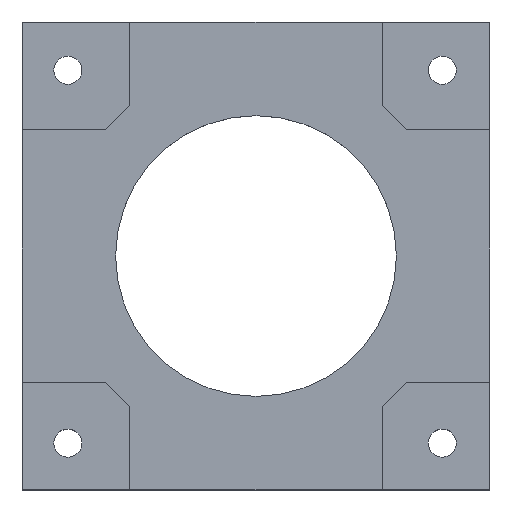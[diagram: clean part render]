
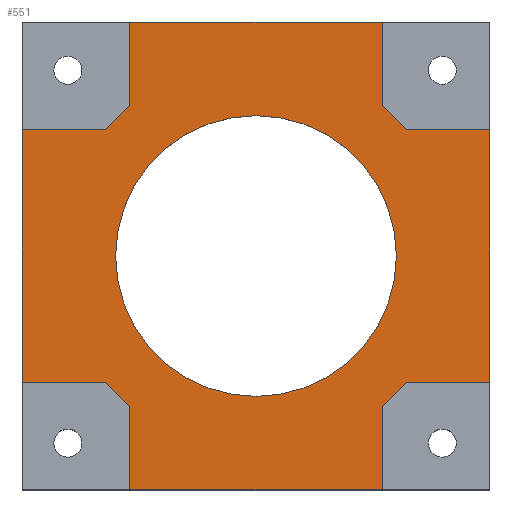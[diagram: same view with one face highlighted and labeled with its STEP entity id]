
A CAD part, top view. The second image highlights one B-rep face of the part: STEP entity #551.
In plain terms, the highlighted planar face has unit normal (0, 0, 1).
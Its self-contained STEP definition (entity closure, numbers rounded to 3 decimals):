
#31=FACE_BOUND('',#112,.T.);
#43=CIRCLE('',#593,21.);
#44=CIRCLE('',#595,21.);
#45=CIRCLE('',#597,21.);
#47=CIRCLE('',#600,21.);
#50=CIRCLE('',#605,15.);
#80=FACE_OUTER_BOUND('',#111,.T.);
#111=EDGE_LOOP('',(#482,#483,#484,#485,#486,#487,#488,#489,#490,#491,#492,
#493,#494,#495,#496,#497));
#112=EDGE_LOOP('',(#498));
#122=LINE('',#776,#179);
#126=LINE('',#785,#183);
#130=LINE('',#794,#187);
#132=LINE('',#800,#189);
#136=LINE('',#809,#193);
#142=LINE('',#821,#199);
#144=LINE('',#827,#201);
#148=LINE('',#836,#205);
#151=LINE('',#841,#208);
#157=LINE('',#852,#214);
#173=LINE('',#914,#230);
#175=LINE('',#917,#232);
#179=VECTOR('',#625,10.);
#183=VECTOR('',#631,10.);
#187=VECTOR('',#637,10.);
#189=VECTOR('',#641,10.);
#193=VECTOR('',#647,10.);
#199=VECTOR('',#655,10.);
#201=VECTOR('',#659,10.);
#205=VECTOR('',#665,10.);
#208=VECTOR('',#670,10.);
#214=VECTOR('',#678,10.);
#230=VECTOR('',#758,10.);
#232=VECTOR('',#762,10.);
#234=VERTEX_POINT('',#770);
#236=VERTEX_POINT('',#774);
#238=VERTEX_POINT('',#779);
#240=VERTEX_POINT('',#783);
#242=VERTEX_POINT('',#788);
#244=VERTEX_POINT('',#792);
#245=VERTEX_POINT('',#796);
#247=VERTEX_POINT('',#799);
#249=VERTEX_POINT('',#805);
#251=VERTEX_POINT('',#808);
#254=VERTEX_POINT('',#815);
#256=VERTEX_POINT('',#819);
#257=VERTEX_POINT('',#823);
#259=VERTEX_POINT('',#826);
#261=VERTEX_POINT('',#832);
#263=VERTEX_POINT('',#835);
#277=VERTEX_POINT('',#891);
#286=EDGE_CURVE('',#236,#234,#122,.T.);
#290=EDGE_CURVE('',#240,#238,#126,.T.);
#294=EDGE_CURVE('',#244,#242,#130,.T.);
#296=EDGE_CURVE('',#245,#247,#132,.T.);
#300=EDGE_CURVE('',#249,#251,#136,.T.);
#306=EDGE_CURVE('',#256,#254,#142,.T.);
#308=EDGE_CURVE('',#257,#259,#144,.T.);
#312=EDGE_CURVE('',#261,#263,#148,.T.);
#315=EDGE_CURVE('',#251,#240,#151,.T.);
#321=EDGE_CURVE('',#247,#244,#157,.T.);
#335=EDGE_CURVE('',#257,#242,#43,.T.);
#336=EDGE_CURVE('',#245,#238,#44,.T.);
#337=EDGE_CURVE('',#261,#254,#45,.T.);
#339=EDGE_CURVE('',#249,#234,#47,.T.);
#344=EDGE_CURVE('',#277,#277,#50,.T.);
#355=EDGE_CURVE('',#263,#236,#173,.T.);
#357=EDGE_CURVE('',#259,#256,#175,.T.);
#482=ORIENTED_EDGE('',*,*,#339,.T.);
#483=ORIENTED_EDGE('',*,*,#286,.F.);
#484=ORIENTED_EDGE('',*,*,#355,.F.);
#485=ORIENTED_EDGE('',*,*,#312,.F.);
#486=ORIENTED_EDGE('',*,*,#337,.T.);
#487=ORIENTED_EDGE('',*,*,#306,.F.);
#488=ORIENTED_EDGE('',*,*,#357,.F.);
#489=ORIENTED_EDGE('',*,*,#308,.F.);
#490=ORIENTED_EDGE('',*,*,#335,.T.);
#491=ORIENTED_EDGE('',*,*,#294,.F.);
#492=ORIENTED_EDGE('',*,*,#321,.F.);
#493=ORIENTED_EDGE('',*,*,#296,.F.);
#494=ORIENTED_EDGE('',*,*,#336,.T.);
#495=ORIENTED_EDGE('',*,*,#290,.F.);
#496=ORIENTED_EDGE('',*,*,#315,.F.);
#497=ORIENTED_EDGE('',*,*,#300,.F.);
#498=ORIENTED_EDGE('',*,*,#344,.T.);
#524=PLANE('',#616);
#551=ADVANCED_FACE('',(#80,#31),#524,.T.);
#593=AXIS2_PLACEMENT_3D('',#876,#706,#707);
#595=AXIS2_PLACEMENT_3D('',#878,#710,#711);
#597=AXIS2_PLACEMENT_3D('',#880,#714,#715);
#600=AXIS2_PLACEMENT_3D('',#883,#720,#721);
#605=AXIS2_PLACEMENT_3D('',#893,#732,#733);
#616=AXIS2_PLACEMENT_3D('',#918,#763,#764);
#625=DIRECTION('',(-1.,0.,0.));
#631=DIRECTION('',(0.,1.,0.));
#637=DIRECTION('',(1.,0.,0.));
#641=DIRECTION('',(-1.,0.,0.));
#647=DIRECTION('',(0.,-1.,0.));
#655=DIRECTION('',(0.,-1.,0.));
#659=DIRECTION('',(0.,1.,0.));
#665=DIRECTION('',(1.,0.,0.));
#670=DIRECTION('',(-1.,0.,0.));
#678=DIRECTION('',(0.,1.,0.));
#706=DIRECTION('center_axis',(0.,0.,1.));
#707=DIRECTION('ref_axis',(-1.,0.,0.));
#710=DIRECTION('center_axis',(0.,0.,1.));
#711=DIRECTION('ref_axis',(-1.,0.,0.));
#714=DIRECTION('center_axis',(0.,0.,1.));
#715=DIRECTION('ref_axis',(-1.,0.,0.));
#720=DIRECTION('center_axis',(0.,0.,1.));
#721=DIRECTION('ref_axis',(-1.,0.,0.));
#732=DIRECTION('center_axis',(0.,0.,-1.));
#733=DIRECTION('ref_axis',(-1.,0.,0.));
#758=DIRECTION('',(0.,-1.,0.));
#762=DIRECTION('',(1.,0.,0.));
#763=DIRECTION('center_axis',(0.,0.,1.));
#764=DIRECTION('ref_axis',(1.,0.,0.));
#770=CARTESIAN_POINT('',(41.086,11.5,2.));
#774=CARTESIAN_POINT('',(50.,11.5,2.));
#776=CARTESIAN_POINT('',(37.5,11.5,2.));
#779=CARTESIAN_POINT('',(11.5,8.914,2.));
#783=CARTESIAN_POINT('',(11.5,0.,2.));
#785=CARTESIAN_POINT('',(11.5,12.5,2.));
#788=CARTESIAN_POINT('',(8.914,38.5,2.));
#792=CARTESIAN_POINT('',(0.,38.5,2.));
#794=CARTESIAN_POINT('',(12.5,38.5,2.));
#796=CARTESIAN_POINT('',(8.914,11.5,2.));
#799=CARTESIAN_POINT('',(0.,11.5,2.));
#800=CARTESIAN_POINT('',(37.5,11.5,2.));
#805=CARTESIAN_POINT('',(38.5,8.914,2.));
#808=CARTESIAN_POINT('',(38.5,0.,2.));
#809=CARTESIAN_POINT('',(38.5,37.5,2.));
#815=CARTESIAN_POINT('',(38.5,41.086,2.));
#819=CARTESIAN_POINT('',(38.5,50.,2.));
#821=CARTESIAN_POINT('',(38.5,37.5,2.));
#823=CARTESIAN_POINT('',(11.5,41.086,2.));
#826=CARTESIAN_POINT('',(11.5,50.,2.));
#827=CARTESIAN_POINT('',(11.5,12.5,2.));
#832=CARTESIAN_POINT('',(41.086,38.5,2.));
#835=CARTESIAN_POINT('',(50.,38.5,2.));
#836=CARTESIAN_POINT('',(12.5,38.5,2.));
#841=CARTESIAN_POINT('',(12.5,0.,2.));
#852=CARTESIAN_POINT('',(0.,37.5,2.));
#876=CARTESIAN_POINT('Origin',(25.,25.,2.));
#878=CARTESIAN_POINT('Origin',(25.,25.,2.));
#880=CARTESIAN_POINT('Origin',(25.,25.,2.));
#883=CARTESIAN_POINT('Origin',(25.,25.,2.));
#891=CARTESIAN_POINT('',(40.,25.,2.));
#893=CARTESIAN_POINT('Origin',(25.,25.,2.));
#914=CARTESIAN_POINT('',(50.,12.5,2.));
#917=CARTESIAN_POINT('',(37.5,50.,2.));
#918=CARTESIAN_POINT('Origin',(25.,25.,2.));
